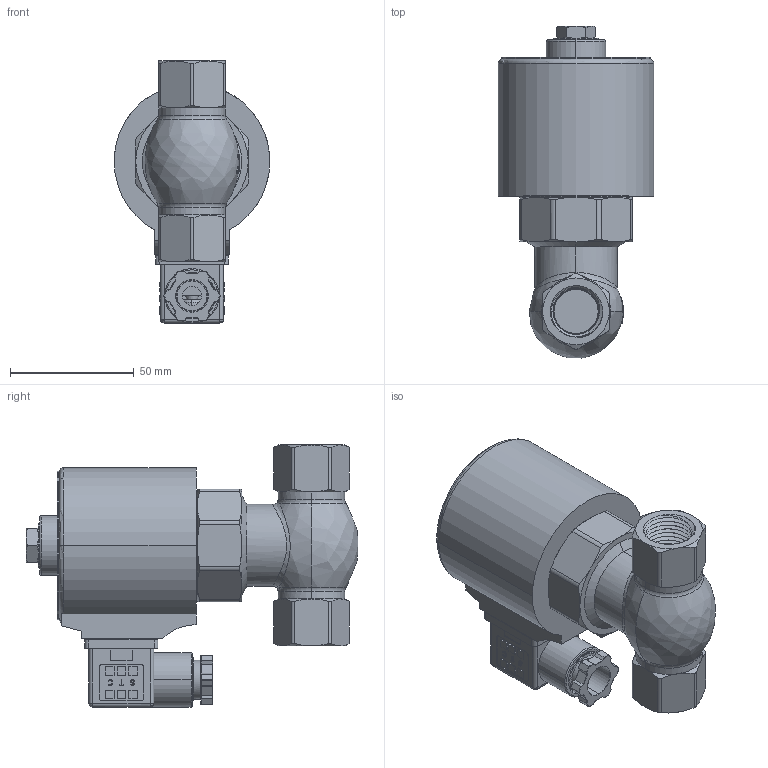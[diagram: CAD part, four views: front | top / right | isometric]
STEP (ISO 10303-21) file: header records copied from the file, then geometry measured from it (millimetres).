
FILE_DESCRIPTION (( 'STEP AP214' ), '1' );
FILE_NAME ('2L170-1-2.STEP', '2018-08-13T18:02:11', ( '' ), ( '' ), 'SwSTEP 2.0', 'SolidWorks 2016', '' );
FILE_SCHEMA (( 'AUTOMOTIVE_DESIGN' ));
Length unit declared in the file: millimetre
Products named in the file (1): 2L170-1-2
Bounding box: 63 x 134.29 x 106.03 mm (x, y, z)
Volume: 280312.7 mm3; surface area: 68613.3 mm2
Topology: 14 solids, 14 shells, 1169 faces, 3221 edges, 2113 vertices
Faces by surface type: plane 578, cylinder 328, cone 123, bspline 91, torus 28, sphere 21
Entity records: 79940 total; most frequent: CARTESIAN_POINT 39114, ORIENTED_EDGE 6418, DIRECTION 4758, EDGE_CURVE 3209, VERTEX_POINT 2113, VECTOR 1762, LINE 1762, AXIS2_PLACEMENT_3D 1498
